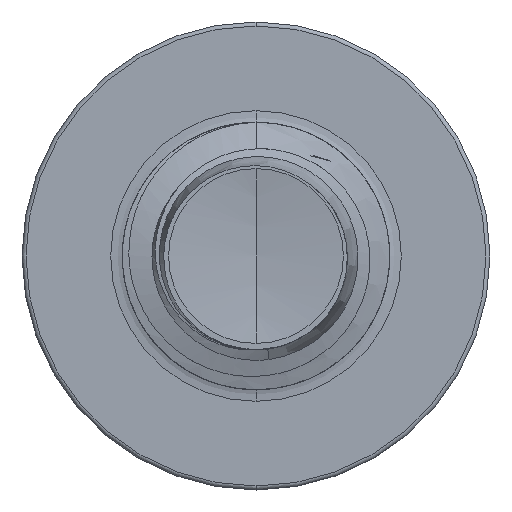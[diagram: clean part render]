
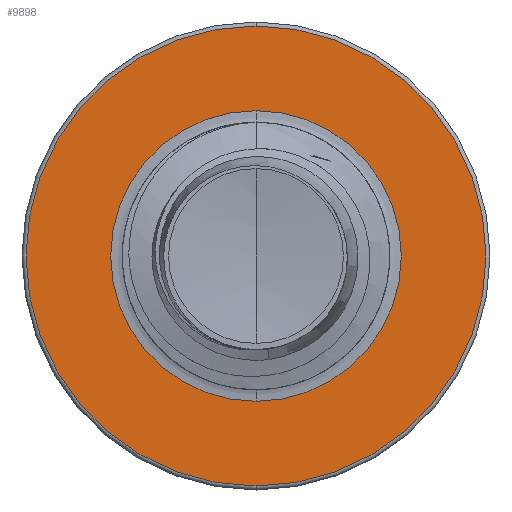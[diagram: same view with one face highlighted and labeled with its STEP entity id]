
A CAD part, front view. The second image highlights one B-rep face of the part: STEP entity #9898.
In plain terms, the highlighted planar face has unit normal (0, -1, 0).
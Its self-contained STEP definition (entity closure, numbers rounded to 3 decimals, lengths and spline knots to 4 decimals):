
#951 = DIRECTION ( 'NONE',  ( 0., 1., 0. ) ) ;
#3713 = PLANE ( 'NONE',  #28997 ) ;
#4307 = AXIS2_PLACEMENT_3D ( 'NONE', #7755, #27772, #10637 ) ;
#4677 = EDGE_LOOP ( 'NONE', ( #9567, #22443 ) ) ;
#4756 = CARTESIAN_POINT ( 'NONE',  ( 0., 16., -2.1736 ) ) ;
#5475 = CARTESIAN_POINT ( 'NONE',  ( 0., 16., 0. ) ) ;
#5479 = CARTESIAN_POINT ( 'NONE',  ( 0., 16., 2.1736 ) ) ;
#5593 = CARTESIAN_POINT ( 'NONE',  ( 0., 16., 0. ) ) ;
#6792 = AXIS2_PLACEMENT_3D ( 'NONE', #5475, #25508, #8378 ) ;
#7006 = CIRCLE ( 'NONE', #6792, 2.1736 ) ;
#7032 = FACE_OUTER_BOUND ( 'NONE', #22728, .T. ) ;
#7755 = CARTESIAN_POINT ( 'NONE',  ( 0., 16., 0. ) ) ;
#8378 = DIRECTION ( 'NONE',  ( 0., 0., 1. ) ) ;
#8493 = DIRECTION ( 'NONE',  ( 0., 0., 1. ) ) ;
#9271 = CIRCLE ( 'NONE', #20585, 3.44 ) ;
#9496 = CARTESIAN_POINT ( 'NONE',  ( 0., 16., -2.1736 ) ) ;
#9567 = ORIENTED_EDGE ( 'NONE', *, *, #25927, .T. ) ;
#9898 = ADVANCED_FACE ( 'NONE', ( #7032, #35724 ), #3713, .F. ) ;
#10627 = CIRCLE ( 'NONE', #19899, 2.1736 ) ;
#10637 = DIRECTION ( 'NONE',  ( 0., 0., 1. ) ) ;
#10762 = VERTEX_POINT ( 'NONE', #13750 ) ;
#11311 = EDGE_CURVE ( 'NONE', #33543, #10762, #9271, .T. ) ;
#12776 = EDGE_CURVE ( 'NONE', #36389, #33816, #10627, .T. ) ;
#13750 = CARTESIAN_POINT ( 'NONE',  ( 0., 16., 3.44 ) ) ;
#14714 = DIRECTION ( 'NONE',  ( 0., 1., 0. ) ) ;
#15670 = EDGE_CURVE ( 'NONE', #10762, #33543, #32583, .T. ) ;
#19899 = AXIS2_PLACEMENT_3D ( 'NONE', #5593, #25619, #8493 ) ;
#20585 = AXIS2_PLACEMENT_3D ( 'NONE', #31863, #14714, #34757 ) ;
#20986 = DIRECTION ( 'NONE',  ( 0., 0., 1. ) ) ;
#22443 = ORIENTED_EDGE ( 'NONE', *, *, #12776, .T. ) ;
#22728 = EDGE_LOOP ( 'NONE', ( #26407, #34317 ) ) ;
#25260 = CARTESIAN_POINT ( 'NONE',  ( 0., 16., -3.44 ) ) ;
#25508 = DIRECTION ( 'NONE',  ( 0., 1., 0. ) ) ;
#25619 = DIRECTION ( 'NONE',  ( 0., 1., 0. ) ) ;
#25927 = EDGE_CURVE ( 'NONE', #33816, #36389, #7006, .T. ) ;
#26407 = ORIENTED_EDGE ( 'NONE', *, *, #15670, .F. ) ;
#27772 = DIRECTION ( 'NONE',  ( 0., 1., 0. ) ) ;
#28997 = AXIS2_PLACEMENT_3D ( 'NONE', #9496, #951, #20986 ) ;
#31863 = CARTESIAN_POINT ( 'NONE',  ( 0., 16., 0. ) ) ;
#32583 = CIRCLE ( 'NONE', #4307, 3.44 ) ;
#33543 = VERTEX_POINT ( 'NONE', #25260 ) ;
#33816 = VERTEX_POINT ( 'NONE', #5479 ) ;
#34317 = ORIENTED_EDGE ( 'NONE', *, *, #11311, .F. ) ;
#34757 = DIRECTION ( 'NONE',  ( 0., 0., 1. ) ) ;
#35724 = FACE_BOUND ( 'NONE', #4677, .T. ) ;
#36389 = VERTEX_POINT ( 'NONE', #4756 ) ;
